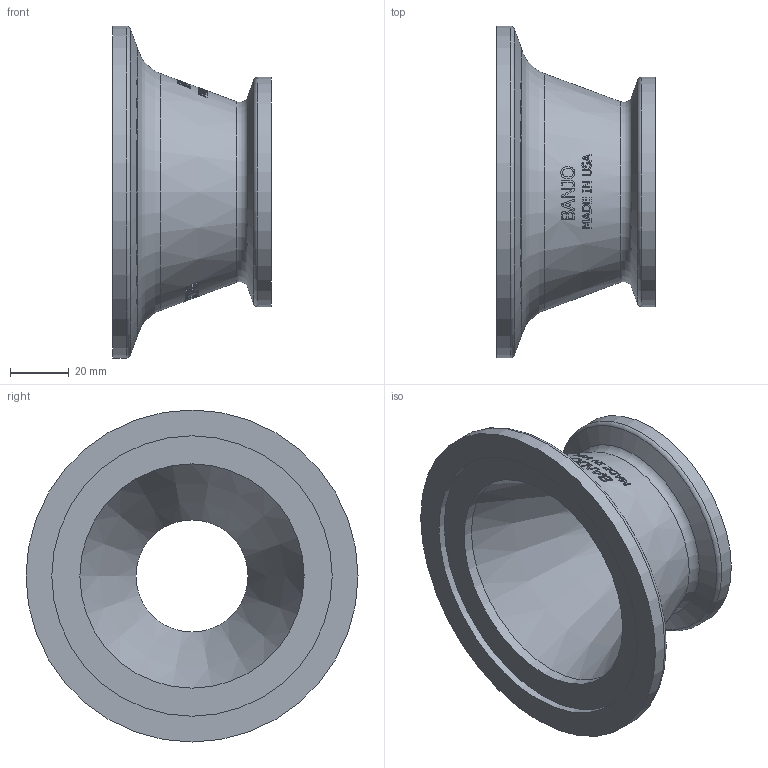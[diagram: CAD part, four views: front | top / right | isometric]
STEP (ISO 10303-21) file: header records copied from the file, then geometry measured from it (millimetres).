
FILE_DESCRIPTION(/* description */ ('M300 x M200 Coupling'),/* implementation_level */ '2;1');
FILE_NAME(/* name */ 'M300200CPG.stp',/* time_stamp */ '2016-08-12T14:15:56-04:00',/* author */ ('areid'),/* organization */ (''),/* preprocessor_version */ 'ST-DEVELOPER v16.1',/* originating_system */ 'Autodesk Inventor 2016',/* authorisation */ '');
FILE_SCHEMA (('AUTOMOTIVE_DESIGN { 1 0 10303 214 3 1 1 }'));
Length unit declared in the file: inch
Products named in the file (1): M300200CPG
Bounding box: 53.85 x 112.78 x 112.78 mm (x, y, z)
Volume: 121605.6 mm3; surface area: 37966.6 mm2
Topology: 1 solids, 1 shells, 405 faces, 1086 edges, 721 vertices
Faces by surface type: bspline 181, plane 173, cone 40, cylinder 6, torus 5
Full cylindrical faces by diameter (mm): 38.1 x1, 55.626 x1, 76.2 x1, 77.978 x1, 95.25 x1, 112.776 x1
Entity records: 15658 total; most frequent: CARTESIAN_POINT 6942, ORIENTED_EDGE 2138, DIRECTION 1238, EDGE_CURVE 1069, VERTEX_POINT 719, EDGE_LOOP 460, AXIS2_PLACEMENT_3D 426, FACE_OUTER_BOUND 405
